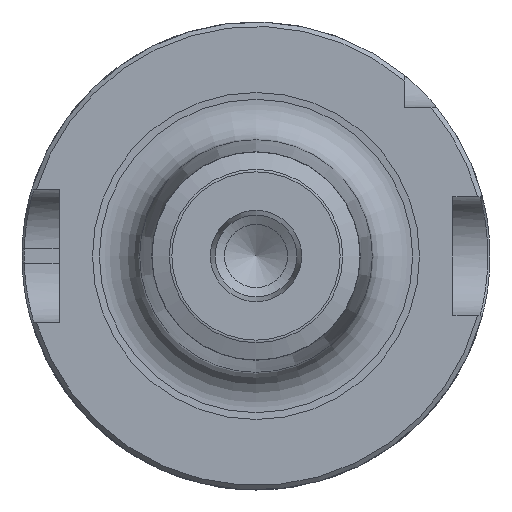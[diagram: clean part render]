
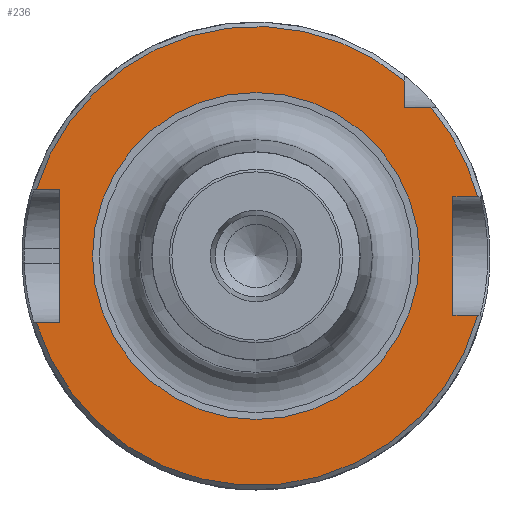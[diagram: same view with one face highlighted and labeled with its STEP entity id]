
A CAD part, left-side view. The second image highlights one B-rep face of the part: STEP entity #236.
In plain terms, the highlighted planar face has unit normal (-1, 0, 0).
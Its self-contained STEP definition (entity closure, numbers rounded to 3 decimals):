
#236=ADVANCED_FACE('',(#366,#367),#332,.F.);
#332=PLANE('',#1548);
#366=FACE_BOUND('',#439,.T.);
#367=FACE_BOUND('',#440,.T.);
#439=EDGE_LOOP('',(#642,#643,#644,#645,#646,#647,#648,#649,#650,#651,#652));
#440=EDGE_LOOP('',(#653));
#570=CIRCLE('',#1544,30.9);
#571=CIRCLE('',#1545,30.9);
#572=CIRCLE('',#1546,30.9);
#573=CIRCLE('',#1547,22.011);
#642=ORIENTED_EDGE('',*,*,#1203,.F.);
#643=ORIENTED_EDGE('',*,*,#1204,.T.);
#644=ORIENTED_EDGE('',*,*,#1205,.F.);
#645=ORIENTED_EDGE('',*,*,#1206,.F.);
#646=ORIENTED_EDGE('',*,*,#1207,.F.);
#647=ORIENTED_EDGE('',*,*,#1208,.T.);
#648=ORIENTED_EDGE('',*,*,#1209,.F.);
#649=ORIENTED_EDGE('',*,*,#1210,.F.);
#650=ORIENTED_EDGE('',*,*,#1211,.F.);
#651=ORIENTED_EDGE('',*,*,#1212,.T.);
#652=ORIENTED_EDGE('',*,*,#1213,.F.);
#653=ORIENTED_EDGE('',*,*,#1214,.F.);
#1054=VERTEX_POINT('',#2108);
#1055=VERTEX_POINT('',#2109);
#1056=VERTEX_POINT('',#2111);
#1057=VERTEX_POINT('',#2113);
#1058=VERTEX_POINT('',#2115);
#1059=VERTEX_POINT('',#2117);
#1060=VERTEX_POINT('',#2119);
#1061=VERTEX_POINT('',#2121);
#1062=VERTEX_POINT('',#2123);
#1063=VERTEX_POINT('',#2125);
#1064=VERTEX_POINT('',#2127);
#1065=VERTEX_POINT('',#2130);
#1203=EDGE_CURVE('',#1054,#1055,#1409,.T.);
#1204=EDGE_CURVE('',#1054,#1056,#570,.T.);
#1205=EDGE_CURVE('',#1057,#1056,#1410,.T.);
#1206=EDGE_CURVE('',#1058,#1057,#1411,.T.);
#1207=EDGE_CURVE('',#1059,#1058,#1412,.T.);
#1208=EDGE_CURVE('',#1059,#1060,#571,.T.);
#1209=EDGE_CURVE('',#1061,#1060,#1413,.T.);
#1210=EDGE_CURVE('',#1062,#1061,#1414,.T.);
#1211=EDGE_CURVE('',#1063,#1062,#1415,.T.);
#1212=EDGE_CURVE('',#1063,#1064,#572,.T.);
#1213=EDGE_CURVE('',#1055,#1064,#1416,.T.);
#1214=EDGE_CURVE('',#1065,#1065,#573,.T.);
#1409=LINE('',#2107,#1471);
#1410=LINE('',#2112,#1472);
#1411=LINE('',#2114,#1473);
#1412=LINE('',#2116,#1474);
#1413=LINE('',#2120,#1475);
#1414=LINE('',#2122,#1476);
#1415=LINE('',#2124,#1477);
#1416=LINE('',#2128,#1478);
#1471=VECTOR('',#1713,1.);
#1472=VECTOR('',#1716,1.);
#1473=VECTOR('',#1717,1.);
#1474=VECTOR('',#1718,1.);
#1475=VECTOR('',#1721,1.);
#1476=VECTOR('',#1722,1.);
#1477=VECTOR('',#1723,1.);
#1478=VECTOR('',#1726,1.);
#1544=AXIS2_PLACEMENT_3D('',#2110,#1714,#1715);
#1545=AXIS2_PLACEMENT_3D('',#2118,#1719,#1720);
#1546=AXIS2_PLACEMENT_3D('',#2126,#1724,#1725);
#1547=AXIS2_PLACEMENT_3D('',#2129,#1727,#1728);
#1548=AXIS2_PLACEMENT_3D('',#2131,#1729,#1730);
#1713=DIRECTION('',(0.,0.,-1.));
#1714=DIRECTION('',(-1.,0.,0.));
#1715=DIRECTION('',(0.,0.,-1.));
#1716=DIRECTION('',(0.,1.,0.));
#1717=DIRECTION('',(0.,0.,1.));
#1718=DIRECTION('',(0.,-1.,0.));
#1719=DIRECTION('',(-1.,0.,0.));
#1720=DIRECTION('',(0.,0.,-1.));
#1721=DIRECTION('',(0.,-1.,0.));
#1722=DIRECTION('',(0.,0.,-1.));
#1723=DIRECTION('',(0.,1.,0.));
#1724=DIRECTION('',(-1.,0.,0.));
#1725=DIRECTION('',(0.,0.,-1.));
#1726=DIRECTION('',(0.,-1.,0.));
#1727=DIRECTION('',(-1.,0.,0.));
#1728=DIRECTION('',(0.,0.,1.));
#1729=DIRECTION('',(1.,0.,0.));
#1730=DIRECTION('',(0.,0.,-1.));
#2107=CARTESIAN_POINT('',(124.,-20.,28.));
#2108=CARTESIAN_POINT('',(124.,-20.,23.554));
#2109=CARTESIAN_POINT('',(124.,-20.,20.));
#2110=CARTESIAN_POINT('',(124.,0.,0.));
#2111=CARTESIAN_POINT('',(124.,29.56,9.));
#2112=CARTESIAN_POINT('',(124.,35.75,9.));
#2113=CARTESIAN_POINT('',(124.,26.5,9.));
#2114=CARTESIAN_POINT('',(124.,26.5,-1.));
#2115=CARTESIAN_POINT('',(124.,26.5,-9.));
#2116=CARTESIAN_POINT('',(124.,35.75,-9.));
#2117=CARTESIAN_POINT('',(124.,29.56,-9.));
#2118=CARTESIAN_POINT('',(124.,0.,0.));
#2119=CARTESIAN_POINT('',(124.,-29.846,-8.));
#2120=CARTESIAN_POINT('',(124.,-35.75,-8.));
#2121=CARTESIAN_POINT('',(124.,-26.5,-8.));
#2122=CARTESIAN_POINT('',(124.,-26.5,0.));
#2123=CARTESIAN_POINT('',(124.,-26.5,8.));
#2124=CARTESIAN_POINT('',(124.,-35.75,8.));
#2125=CARTESIAN_POINT('',(124.,-29.846,8.));
#2126=CARTESIAN_POINT('',(124.,0.,0.));
#2127=CARTESIAN_POINT('',(124.,-23.554,20.));
#2128=CARTESIAN_POINT('',(124.,-35.75,20.));
#2129=CARTESIAN_POINT('',(124.,0.,0.));
#2130=CARTESIAN_POINT('',(124.,0.,22.011));
#2131=CARTESIAN_POINT('',(124.,0.,27.55));
